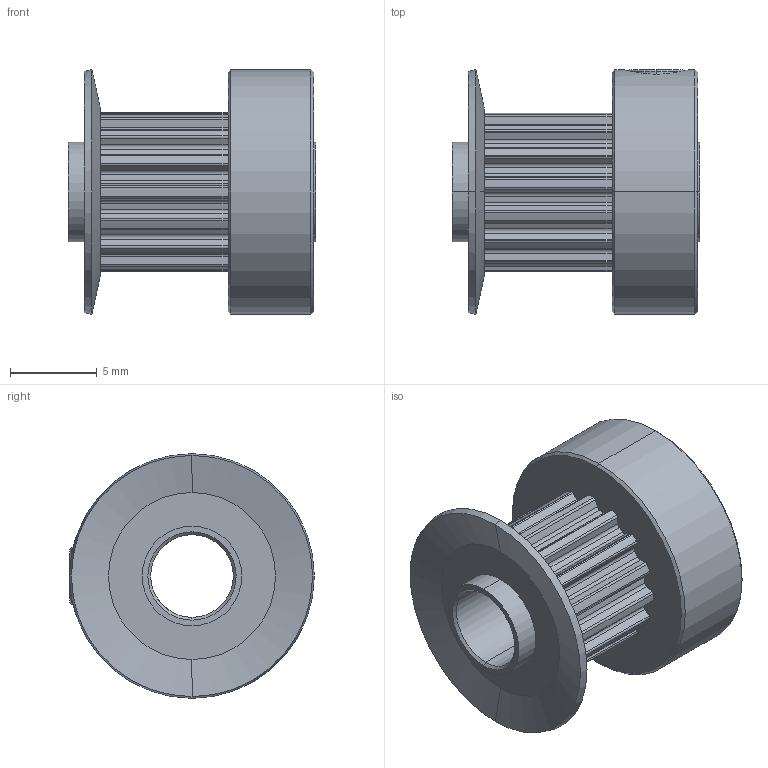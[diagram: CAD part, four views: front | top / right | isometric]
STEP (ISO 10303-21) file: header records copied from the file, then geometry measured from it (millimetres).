
FILE_DESCRIPTION (( 'STEP AP214' ), '1' );
FILE_NAME ('APB15MXL025CF-188.step', '2016-06-13T20:58:13', ( '' ), ( '' ), 'SwSTEP 2.0', 'SolidWorks 2016', '' );
FILE_SCHEMA (( 'AUTOMOTIVE_DESIGN' ));
Length unit declared in the file: inch
Products named in the file (1): APB15MXL025CF-188
Bounding box: 14.29 x 14.1 x 14.1 mm (x, y, z)
Volume: 1021.8 mm3; surface area: 1302.2 mm2
Topology: 2 solids, 2 shells, 176 faces, 487 edges, 320 vertices
Faces by surface type: cylinder 113, plane 45, cone 16, bspline 2
Entity records: 7101 total; most frequent: CARTESIAN_POINT 2333, DIRECTION 1067, ORIENTED_EDGE 974, EDGE_CURVE 487, AXIS2_PLACEMENT_3D 415, VERTEX_POINT 320, CIRCLE 240, VECTOR 237
